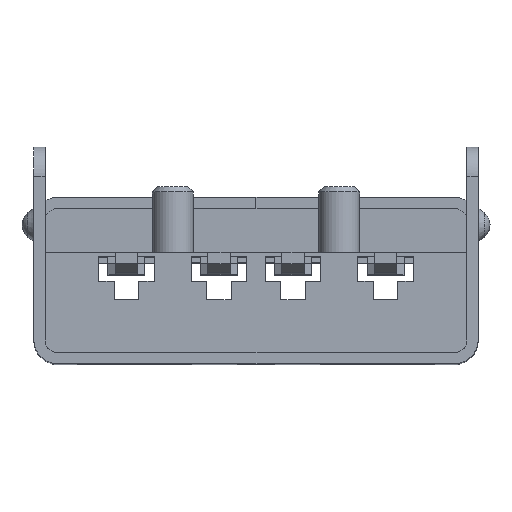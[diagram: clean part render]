
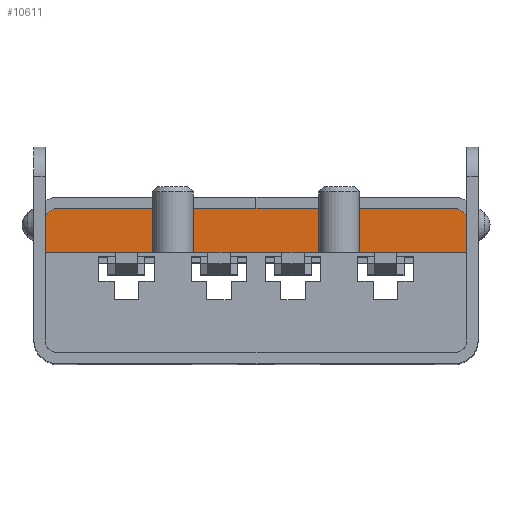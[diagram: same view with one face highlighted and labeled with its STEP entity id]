
A CAD part, top view. The second image highlights one B-rep face of the part: STEP entity #10611.
In plain terms, the highlighted planar face has unit normal (0, 0, 1).
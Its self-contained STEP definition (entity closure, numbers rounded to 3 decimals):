
#325 = CARTESIAN_POINT ( 'NONE',  ( -5.36, 1.61, 14.7 ) ) ;
#530 = CARTESIAN_POINT ( 'NONE',  ( 5.36, 1.95, 14.7 ) ) ;
#801 = EDGE_CURVE ( 'NONE', #5951, #12366, #2093, .T. ) ;
#1256 = VECTOR ( 'NONE', #9675, 1000. ) ;
#2093 = CIRCLE ( 'NONE', #12057, 0.34 ) ;
#2159 = FACE_OUTER_BOUND ( 'NONE', #3687, .T. ) ;
#2888 = CARTESIAN_POINT ( 'NONE',  ( -5.7, 1.61, 14.7 ) ) ;
#2989 = VECTOR ( 'NONE', #4233, 1000. ) ;
#3243 = VECTOR ( 'NONE', #6403, 1000. ) ;
#3478 = AXIS2_PLACEMENT_3D ( 'NONE', #10160, #12194, #8972 ) ;
#3687 = EDGE_LOOP ( 'NONE', ( #7851, #11091, #7813, #4000, #11318, #11791 ) ) ;
#3752 = EDGE_CURVE ( 'NONE', #13397, #6727, #11951, .T. ) ;
#3806 = LINE ( 'NONE', #11994, #1256 ) ;
#3933 = EDGE_CURVE ( 'NONE', #8341, #5951, #6898, .T. ) ;
#4000 = ORIENTED_EDGE ( 'NONE', *, *, #13123, .T. ) ;
#4029 = VECTOR ( 'NONE', #5934, 1000. ) ;
#4119 = CARTESIAN_POINT ( 'NONE',  ( -5.36, 1.95, 14.7 ) ) ;
#4233 = DIRECTION ( 'NONE',  ( 0., -1., 0. ) ) ;
#4425 = CARTESIAN_POINT ( 'NONE',  ( -5.7, 0.75, 14.7 ) ) ;
#4675 = DIRECTION ( 'NONE',  ( 0., -1., 0. ) ) ;
#5436 = EDGE_CURVE ( 'NONE', #6727, #7376, #3806, .T. ) ;
#5934 = DIRECTION ( 'NONE',  ( -1., 0., 0. ) ) ;
#5951 = VERTEX_POINT ( 'NONE', #4119 ) ;
#6403 = DIRECTION ( 'NONE',  ( 0., -1., 0. ) ) ;
#6727 = VERTEX_POINT ( 'NONE', #7938 ) ;
#6898 = LINE ( 'NONE', #9153, #4029 ) ;
#6925 = CARTESIAN_POINT ( 'NONE',  ( 5.928, 0.723, 14.7 ) ) ;
#7376 = VERTEX_POINT ( 'NONE', #4425 ) ;
#7473 = EDGE_CURVE ( 'NONE', #13397, #8341, #11872, .T. ) ;
#7813 = ORIENTED_EDGE ( 'NONE', *, *, #801, .T. ) ;
#7851 = ORIENTED_EDGE ( 'NONE', *, *, #7473, .T. ) ;
#7938 = CARTESIAN_POINT ( 'NONE',  ( 5.7, 0.75, 14.7 ) ) ;
#7946 = DIRECTION ( 'NONE',  ( 0., 0., -1. ) ) ;
#8278 = AXIS2_PLACEMENT_3D ( 'NONE', #6925, #7946, #4675 ) ;
#8341 = VERTEX_POINT ( 'NONE', #530 ) ;
#8972 = DIRECTION ( 'NONE',  ( 1., 0., 0. ) ) ;
#9153 = CARTESIAN_POINT ( 'NONE',  ( 0., 1.95, 14.7 ) ) ;
#9675 = DIRECTION ( 'NONE',  ( -1., 0., 0. ) ) ;
#9842 = LINE ( 'NONE', #12869, #3243 ) ;
#10034 = DIRECTION ( 'NONE',  ( 1., 0., 0. ) ) ;
#10119 = DIRECTION ( 'NONE',  ( 0., 0., 1. ) ) ;
#10160 = CARTESIAN_POINT ( 'NONE',  ( 5.36, 1.61, 14.7 ) ) ;
#10611 = ADVANCED_FACE ( 'NONE', ( #2159 ), #13294, .F. ) ;
#10671 = CARTESIAN_POINT ( 'NONE',  ( 5.7, 0., 14.7 ) ) ;
#11077 = CARTESIAN_POINT ( 'NONE',  ( 5.7, 1.61, 14.7 ) ) ;
#11091 = ORIENTED_EDGE ( 'NONE', *, *, #3933, .T. ) ;
#11318 = ORIENTED_EDGE ( 'NONE', *, *, #5436, .F. ) ;
#11791 = ORIENTED_EDGE ( 'NONE', *, *, #3752, .F. ) ;
#11872 = CIRCLE ( 'NONE', #3478, 0.34 ) ;
#11951 = LINE ( 'NONE', #10671, #2989 ) ;
#11994 = CARTESIAN_POINT ( 'NONE',  ( 0., 0.75, 14.7 ) ) ;
#12057 = AXIS2_PLACEMENT_3D ( 'NONE', #325, #10119, #10034 ) ;
#12194 = DIRECTION ( 'NONE',  ( 0., 0., 1. ) ) ;
#12366 = VERTEX_POINT ( 'NONE', #2888 ) ;
#12869 = CARTESIAN_POINT ( 'NONE',  ( -5.7, 0., 14.7 ) ) ;
#13123 = EDGE_CURVE ( 'NONE', #12366, #7376, #9842, .T. ) ;
#13294 = PLANE ( 'NONE',  #8278 ) ;
#13397 = VERTEX_POINT ( 'NONE', #11077 ) ;
